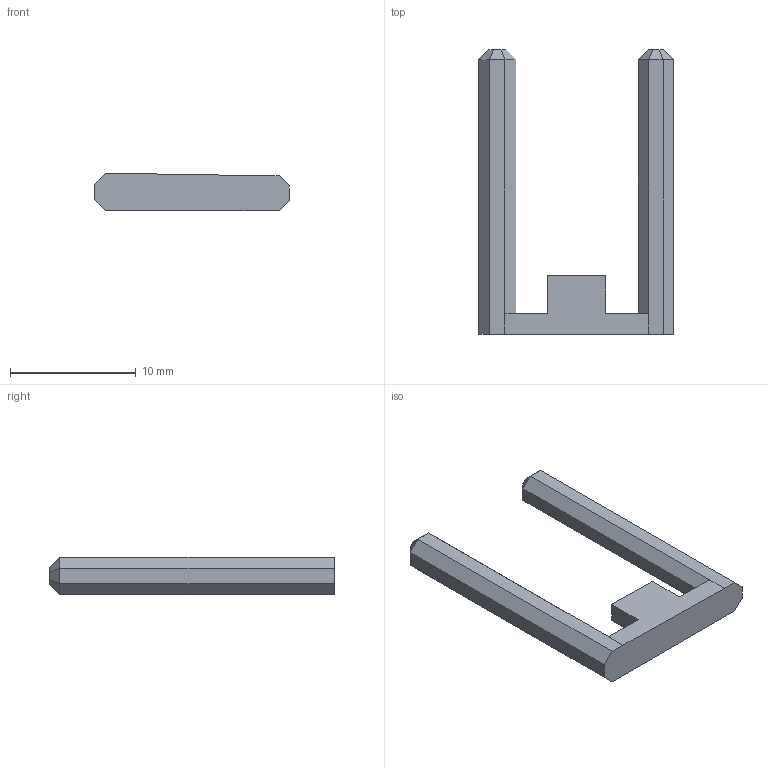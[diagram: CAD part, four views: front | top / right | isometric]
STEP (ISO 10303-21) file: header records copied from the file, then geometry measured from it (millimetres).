
FILE_DESCRIPTION(/* description */ (''),/* implementation_level */ '2;1');
FILE_NAME(/* name */ 'LTS_Pin_v0.step',/* time_stamp */ '2024-07-22T14:11:27-04:00',/* author */ (''),/* organization */ (''),/* preprocessor_version */ 'ST-DEVELOPER v20',/* originating_system */ 'Autodesk Translation Framework v13.14.0.145',/* authorisation */ '');
FILE_SCHEMA (('AUTOMOTIVE_DESIGN { 1 0 10303 214 3 1 1 }'));
Length unit declared in the file: millimetre
Products named in the file (1): (Unsaved)
Bounding box: 15.48 x 22.67 x 2.96 mm (x, y, z)
Volume: 386.7 mm3; surface area: 572 mm2
Topology: 1 solids, 1 shells, 42 faces, 102 edges, 62 vertices
Faces by surface type: plane 42
Entity records: 1215 total; most frequent: CARTESIAN_POINT 207, ORIENTED_EDGE 204, DIRECTION 188, LINE 102, VECTOR 102, EDGE_CURVE 102, VERTEX_POINT 62, AXIS2_PLACEMENT_3D 43
